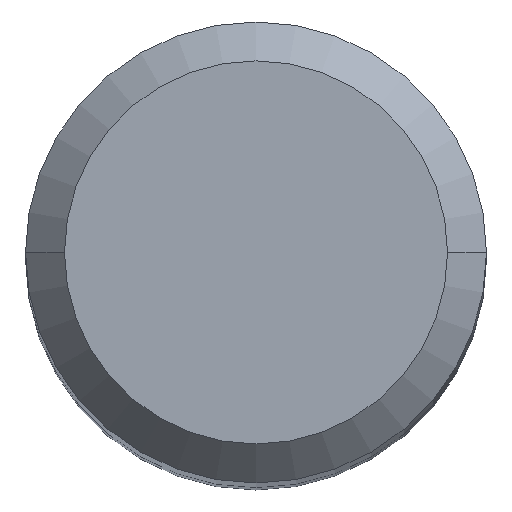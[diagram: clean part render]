
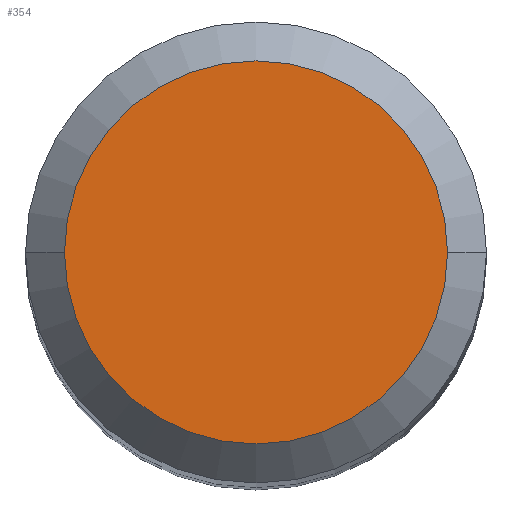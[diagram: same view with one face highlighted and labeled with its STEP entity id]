
A CAD part, top view. The second image highlights one B-rep face of the part: STEP entity #354.
In plain terms, the highlighted planar face has unit normal (0, 0, 1).
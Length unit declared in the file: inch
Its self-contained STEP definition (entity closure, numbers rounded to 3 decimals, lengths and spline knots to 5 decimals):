
#3 = DIRECTION ( 'NONE',  ( 1., 0., 0. ) ) ;
#7 = CIRCLE ( 'NONE', #369, 0.1538 ) ;
#8 = DIRECTION ( 'NONE',  ( -1., 0., 0. ) ) ;
#18 = VERTEX_POINT ( 'NONE', #44 ) ;
#34 = DIRECTION ( 'NONE',  ( 0., 0., 1. ) ) ;
#44 = CARTESIAN_POINT ( 'NONE',  ( -0.1538, 0., 0. ) ) ;
#68 = DIRECTION ( 'NONE',  ( 0., 0., -1. ) ) ;
#72 = PLANE ( 'NONE',  #376 ) ;
#74 = ORIENTED_EDGE ( 'NONE', *, *, #139, .T. ) ;
#122 = DIRECTION ( 'NONE',  ( 0., 0., 1. ) ) ;
#125 = AXIS2_PLACEMENT_3D ( 'NONE', #268, #122, #355 ) ;
#139 = EDGE_CURVE ( 'NONE', #18, #252, #163, .T. ) ;
#157 = FACE_OUTER_BOUND ( 'NONE', #169, .T. ) ;
#163 = CIRCLE ( 'NONE', #125, 0.1538 ) ;
#169 = EDGE_LOOP ( 'NONE', ( #74, #389 ) ) ;
#210 = CARTESIAN_POINT ( 'NONE',  ( 0., 0., 0. ) ) ;
#230 = EDGE_CURVE ( 'NONE', #252, #18, #7, .T. ) ;
#252 = VERTEX_POINT ( 'NONE', #365 ) ;
#268 = CARTESIAN_POINT ( 'NONE',  ( 0., 0., 0. ) ) ;
#354 = ADVANCED_FACE ( 'NONE', ( #157 ), #72, .F. ) ;
#355 = DIRECTION ( 'NONE',  ( 1., 0., 0. ) ) ;
#365 = CARTESIAN_POINT ( 'NONE',  ( 0.1538, 0., 0. ) ) ;
#367 = CARTESIAN_POINT ( 'NONE',  ( 0., 0., 0. ) ) ;
#369 = AXIS2_PLACEMENT_3D ( 'NONE', #367, #34, #3 ) ;
#376 = AXIS2_PLACEMENT_3D ( 'NONE', #210, #68, #8 ) ;
#389 = ORIENTED_EDGE ( 'NONE', *, *, #230, .T. ) ;
